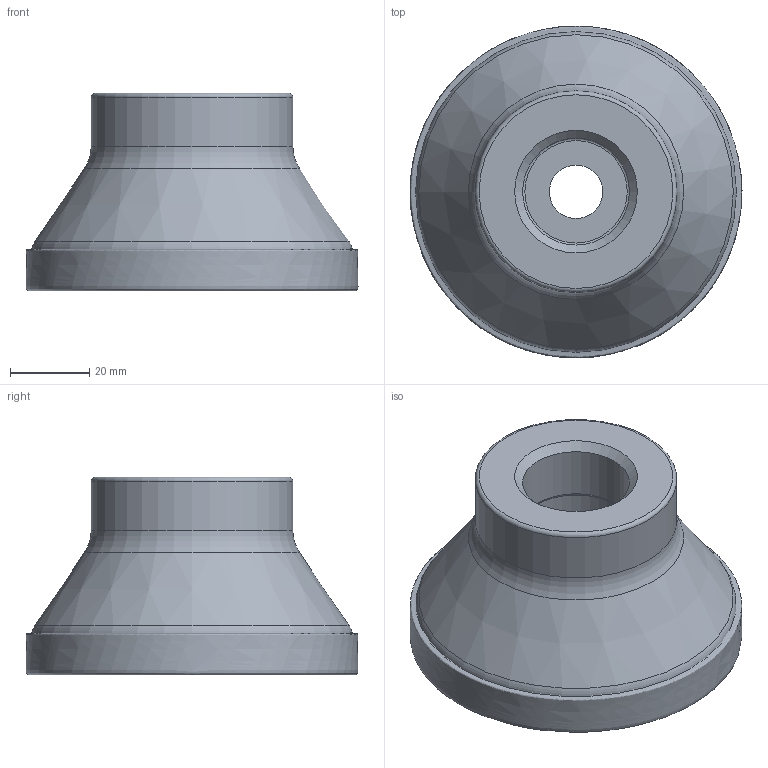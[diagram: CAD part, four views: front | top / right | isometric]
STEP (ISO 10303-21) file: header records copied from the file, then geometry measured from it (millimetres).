
FILE_DESCRIPTION(/* description */ (''),/* implementation_level */ '2;1');
FILE_NAME(/* name */ 'toolassembly_1.stp',/* time_stamp */ '2019-06-27T12:34:25+02:00',/* author */ (''),/* organization */ ('SMS'),/* preprocessor_version */ 'ST-DEVELOPER v16.7',/* originating_system */ 'SIEMENS PLM Software NX 12.0',/* authorisation */ '');
FILE_SCHEMA (('AUTOMOTIVE_DESIGN { 1 0 10303 214 3 1 1 1 }'));
Length unit declared in the file: millimetre
Products named in the file (4): CUT_20190627123158; ASSEMBLY_CONSTRUCTION; NOCUT_20190627123135; TOOLASSEMBLY_1
Assembly tree (3 placements, depth 2):
  TOOLASSEMBLY_1
    NOCUT_20190627123135
    ASSEMBLY_CONSTRUCTION
    CUT_20190627123158
Bounding box: 83.95 x 83.94 x 50 mm (x, y, z)
Volume: 151112.5 mm3; surface area: 29228.7 mm2
Topology: 2 solids, 2 shells, 35 faces, 73 edges, 56 vertices
Faces by surface type: torus 14, cone 9, plane 6, cylinder 5, bspline 1
Full cylindrical faces by diameter (mm): 13.5 x1, 20 x1, 27.011 x1, 27.5 x1, 51 x1
Entity records: 8942 total; most frequent: CARTESIAN_POINT 8106, DIRECTION 168, AXIS2_PLACEMENT_3D 84, FACE_BOUND 69, EDGE_LOOP 68, ORIENTED_EDGE 68, ADVANCED_FACE 35, VERTEX_POINT 35
